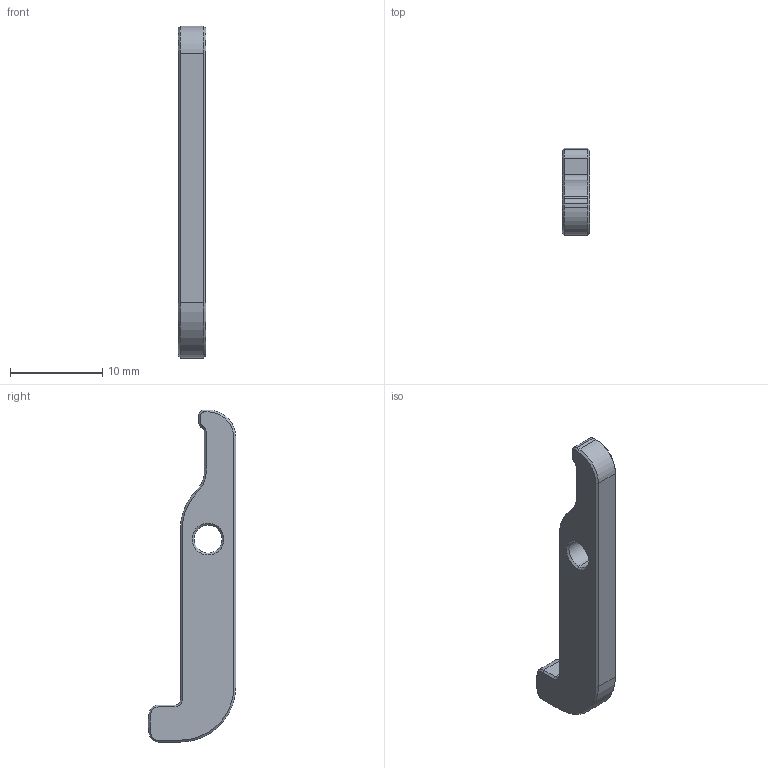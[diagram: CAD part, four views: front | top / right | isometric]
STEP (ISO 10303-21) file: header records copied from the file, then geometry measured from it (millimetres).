
FILE_DESCRIPTION (( 'STEP AP203' ), '1' );
FILE_NAME ('', '', ( '' ), ( '' ), '', '', '' );
FILE_SCHEMA (( 'CONFIG_CONTROL_DESIGN' ));
Length unit declared in the file: millimetre
Products named in the file (1): ButtonLever
Bounding box: 3 x 9.49 x 36 mm (x, y, z)
Volume: 563.7 mm3; surface area: 638.4 mm2
Topology: 1 solids, 1 shells, 62 faces, 140 edges, 80 vertices
Faces by surface type: cone 26, plane 23, cylinder 13
Entity records: 1777 total; most frequent: DIRECTION 318, CARTESIAN_POINT 283, ORIENTED_EDGE 280, EDGE_CURVE 140, AXIS2_PLACEMENT_3D 115, VECTOR 88, LINE 88, VERTEX_POINT 80
